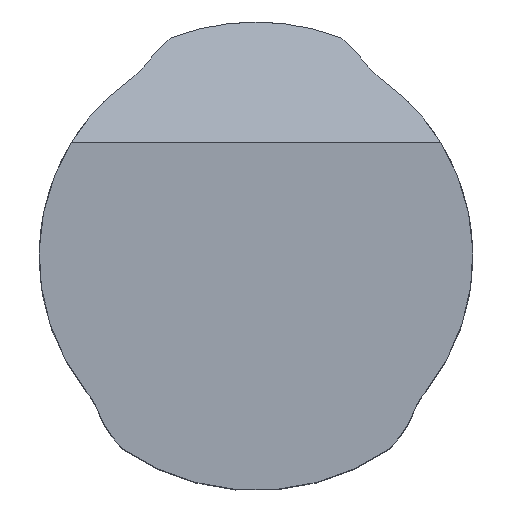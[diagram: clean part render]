
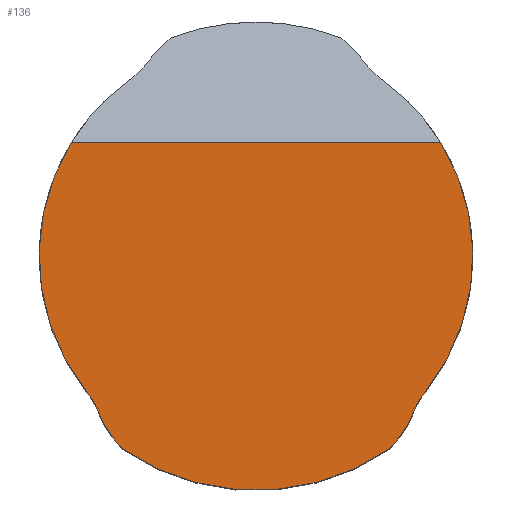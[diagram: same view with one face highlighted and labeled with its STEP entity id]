
A CAD part, top view. The second image highlights one B-rep face of the part: STEP entity #136.
In plain terms, the highlighted planar face has unit normal (0, 0, 1).
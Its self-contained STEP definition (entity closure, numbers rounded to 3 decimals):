
#136=ADVANCED_FACE('Unnamed[1]',(#350),#351,.T.);
#141=EDGE_CURVE('Unnamed[1]',#321,#357,#358,.T.);
#170=EDGE_CURVE('Unnamed[1]',#403,#404,#405,.T.);
#184=EDGE_CURVE('Unnamed[1]',#423,#321,#424,.T.);
#219=EDGE_CURVE('Unnamed[1]',#403,#461,#466,.T.);
#238=EDGE_CURVE('Unnamed[1]',#461,#423,#490,.T.);
#244=EDGE_CURVE('Unnamed[1]',#357,#434,#497,.T.);
#267=EDGE_CURVE('Unnamed[1]',#434,#375,#527,.T.);
#273=EDGE_CURVE('Unnamed[1]',#375,#404,#533,.T.);
#321=VERTEX_POINT('',#580);
#350=FACE_OUTER_BOUND('',#617,.T.);
#351=PLANE('',#618);
#357=VERTEX_POINT('',#626);
#358=LINE('',#627,#628);
#375=VERTEX_POINT('',#651);
#403=VERTEX_POINT('',#689);
#404=VERTEX_POINT('',#690);
#405=CIRCLE('',#691,13.5);
#423=VERTEX_POINT('',#716);
#424=CIRCLE('',#717,12.5);
#434=VERTEX_POINT('',#730);
#461=VERTEX_POINT('',#768);
#466=CIRCLE('',#777,6.0);
#490=CIRCLE('',#810,5.0);
#497=CIRCLE('',#820,12.5);
#527=CIRCLE('',#863,5.0);
#533=CIRCLE('',#873,6.0);
#580=CARTESIAN_POINT('',(10.643,6.555,17.));
#617=EDGE_LOOP('',(#958,#959,#960,#961,#962,#963,#964,#965));
#618=AXIS2_PLACEMENT_3D('',#966,#967,#968);
#626=CARTESIAN_POINT('',(-10.643,6.555,17.));
#627=CARTESIAN_POINT('',(0.,6.555,17.));
#628=VECTOR('',#977,1.0);
#651=CARTESIAN_POINT('',(-9.076,-9.014,17.));
#689=CARTESIAN_POINT('',(7.677,-11.105,17.));
#690=CARTESIAN_POINT('',(-7.677,-11.105,17.));
#691=AXIS2_PLACEMENT_3D('',#1019,#1020,#1021);
#716=CARTESIAN_POINT('',(9.801,-7.758,17.));
#717=AXIS2_PLACEMENT_3D('',#1044,#1045,#1046);
#730=CARTESIAN_POINT('',(-9.801,-7.758,17.));
#768=CARTESIAN_POINT('',(9.076,-9.014,17.));
#777=AXIS2_PLACEMENT_3D('',#1103,#1104,#1105);
#810=AXIS2_PLACEMENT_3D('',#1138,#1139,#1140);
#820=AXIS2_PLACEMENT_3D('',#1147,#1148,#1149);
#863=AXIS2_PLACEMENT_3D('',#1186,#1187,#1188);
#873=AXIS2_PLACEMENT_3D('',#1193,#1194,#1195);
#958=ORIENTED_EDGE('',*,*,#244,.T.);
#959=ORIENTED_EDGE('',*,*,#267,.T.);
#960=ORIENTED_EDGE('',*,*,#273,.T.);
#961=ORIENTED_EDGE('',*,*,#170,.F.);
#962=ORIENTED_EDGE('',*,*,#219,.T.);
#963=ORIENTED_EDGE('',*,*,#238,.T.);
#964=ORIENTED_EDGE('',*,*,#184,.T.);
#965=ORIENTED_EDGE('',*,*,#141,.T.);
#966=CARTESIAN_POINT('',(0.,6.75,17.));
#967=DIRECTION('',(0.,0.,1.0));
#968=DIRECTION('',(0.,-1.0,0.));
#977=DIRECTION('',(-1.0,0.,0.));
#1019=CARTESIAN_POINT('',(0.,0.,17.));
#1020=DIRECTION('',(0.,0.,-1.0));
#1021=DIRECTION('',(0.,1.0,0.));
#1044=CARTESIAN_POINT('',(0.,0.,17.));
#1045=DIRECTION('',(0.,0.,1.0));
#1046=DIRECTION('',(1.0,0.,0.));
#1103=CARTESIAN_POINT('',(3.5,-6.797,17.));
#1104=DIRECTION('',(0.,0.,1.0));
#1105=DIRECTION('',(1.0,0.,0.));
#1138=CARTESIAN_POINT('',(13.722,-10.861,17.));
#1139=DIRECTION('',(0.,0.,-1.0));
#1140=DIRECTION('',(1.0,0.,0.));
#1147=CARTESIAN_POINT('',(0.,0.,17.));
#1148=DIRECTION('',(0.,0.,1.0));
#1149=DIRECTION('',(1.0,0.,0.));
#1186=CARTESIAN_POINT('',(-13.722,-10.861,17.));
#1187=DIRECTION('',(0.,0.,-1.0));
#1188=DIRECTION('',(1.0,0.,0.));
#1193=CARTESIAN_POINT('',(-3.5,-6.797,17.));
#1194=DIRECTION('',(0.,0.,1.0));
#1195=DIRECTION('',(1.0,0.,0.));
